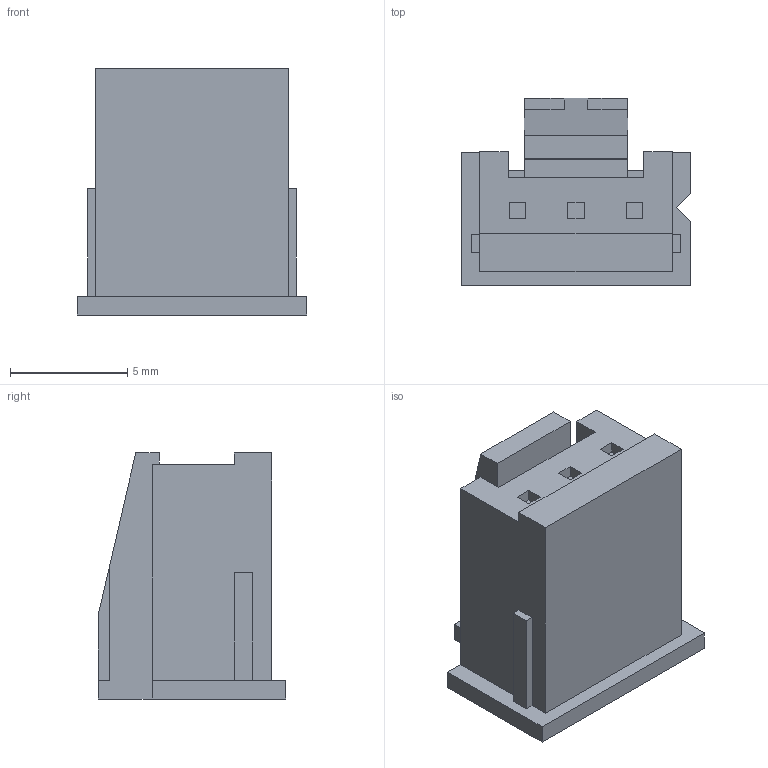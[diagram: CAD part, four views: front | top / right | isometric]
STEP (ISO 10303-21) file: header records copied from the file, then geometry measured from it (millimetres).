
FILE_DESCRIPTION (( 'STEP AP214' ), '1' );
FILE_NAME ('XARP-03V.STEP', '2012-04-09T07:06:15', ( 'root' ), ( 'Hewlett-Packard Company' ), 'SwSTEP 2.0', 'SolidWorks 2009', '' );
FILE_SCHEMA (( 'AUTOMOTIVE_DESIGN' ));
Length unit declared in the file: millimetre
Products named in the file (1): XARP-03V
Bounding box: 9.8 x 8 x 10.5 mm (x, y, z)
Volume: 460.7 mm3; surface area: 573.8 mm2
Topology: 1 solids, 1 shells, 76 faces, 202 edges, 134 vertices
Faces by surface type: plane 76
Entity records: 3180 total; most frequent: CARTESIAN_POINT 413, ORIENTED_EDGE 404, DIRECTION 356, VECTOR 202, LINE 202, EDGE_CURVE 202, VERTEX_POINT 134, EDGE_LOOP 82
